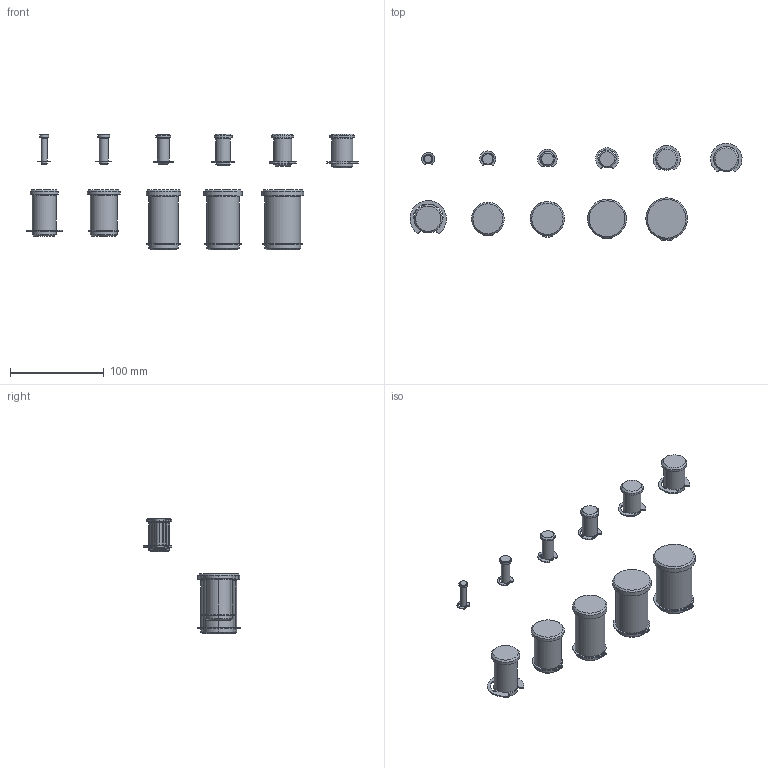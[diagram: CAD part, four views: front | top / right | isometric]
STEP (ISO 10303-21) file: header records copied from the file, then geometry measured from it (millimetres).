
FILE_DESCRIPTION((''),'2;1');
FILE_NAME('KSFIXTPIN.stp','2000-08-29T18:18:35',(''),(''),'AutoCAD STEP 2000','AutoCAD 2000',', , ');
FILE_SCHEMA(('CONFIG_CONTROL_DESIGN'));
Length unit declared in the file: inch
Bounding box: 353.6 x 103.54 x 123.03 mm (x, y, z)
Volume: 289319.1 mm3; surface area: 62703.1 mm2
Topology: 22 solids, 22 shells, 555 faces, 1346 edges, 868 vertices
Faces by surface type: cylinder 320, plane 147, torus 44, cone 44
Entity records: 16617 total; most frequent: DIRECTION 3230, CARTESIAN_POINT 2770, ORIENTED_EDGE 2692, EDGE_CURVE 1346, AXIS2_PLACEMENT_3D 1328, VERTEX_POINT 868, CIRCLE 772, EDGE_LOOP 604
